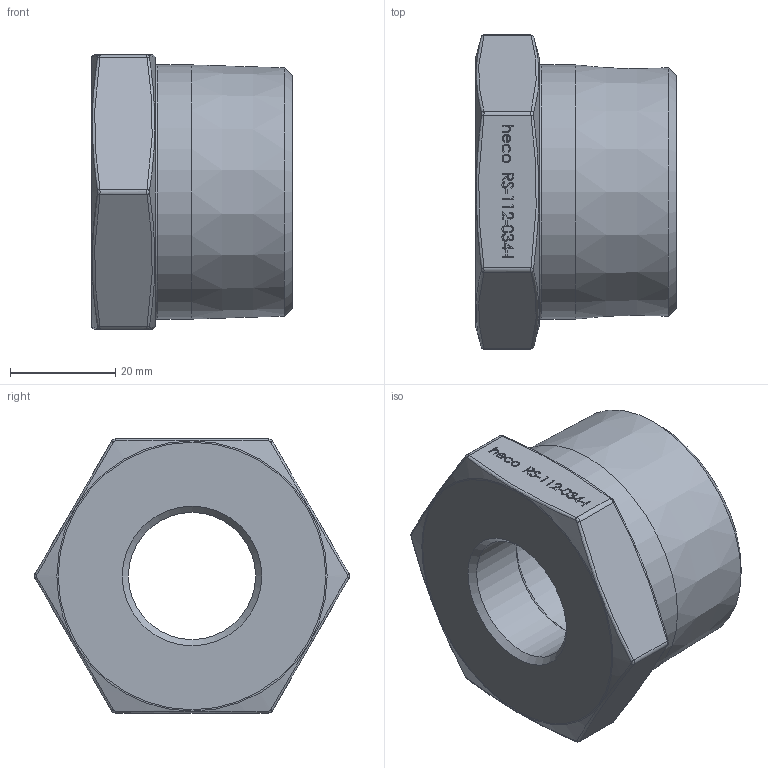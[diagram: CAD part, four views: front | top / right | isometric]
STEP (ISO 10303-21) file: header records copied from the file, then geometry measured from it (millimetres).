
FILE_DESCRIPTION (( 'STEP AP214' ), '1' );
FILE_NAME ('RS-112-034-I 2401.STEP', '2024-01-10T13:26:43', ( '' ), ( '' ), 'SwSTEP 2.0', 'SolidWorks 2019', '' );
FILE_SCHEMA (( 'AUTOMOTIVE_DESIGN' ));
Length unit declared in the file: millimetre
Products named in the file (1): RS-112-034-I 2401
Bounding box: 38 x 59.73 x 52 mm (x, y, z)
Volume: 52873.6 mm3; surface area: 12423 mm2
Topology: 1 solids, 1 shells, 235 faces, 600 edges, 390 vertices
Faces by surface type: bspline 108, plane 107, cylinder 9, cone 6, torus 5
Full cylindrical faces by diameter (mm): 24.117 x1, 28 x1, 48.203 x1
Entity records: 13946 total; most frequent: CARTESIAN_POINT 7114, ORIENTED_EDGE 1162, DIRECTION 662, EDGE_CURVE 581, VERTEX_POINT 385, VECTOR 324, LINE 324, EDGE_LOOP 274
